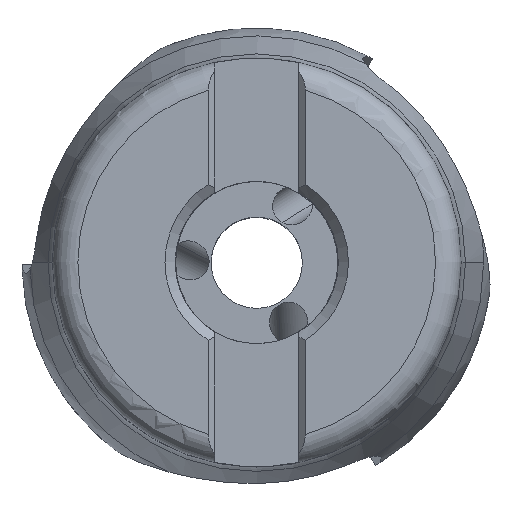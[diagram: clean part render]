
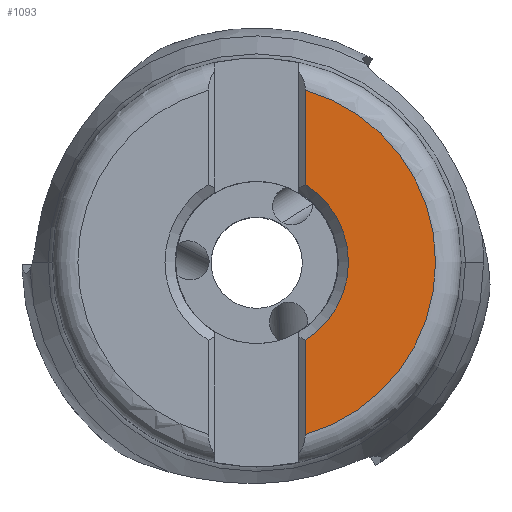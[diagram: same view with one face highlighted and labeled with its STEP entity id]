
A CAD part, top view. The second image highlights one B-rep face of the part: STEP entity #1093.
In plain terms, the highlighted planar face has unit normal (0, 0, 1).
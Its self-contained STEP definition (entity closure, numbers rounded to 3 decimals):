
#235=PLANE('',#6708);
#484=LINE('',#11873,#790);
#485=LINE('',#11935,#791);
#790=VECTOR('',#7945,1.);
#791=VECTOR('',#7960,1.);
#1093=ADVANCED_FACE('',(#1522),#235,.T.);
#1522=FACE_OUTER_BOUND('',#1831,.T.);
#1831=EDGE_LOOP('',(#3520,#3521,#3522,#3523,#3524,#3525));
#2138=CIRCLE('',#6651,14.);
#2139=CIRCLE('',#6652,14.);
#2143=CIRCLE('',#6658,7.185);
#2144=CIRCLE('',#6659,7.185);
#3520=ORIENTED_EDGE('',*,*,#5469,.F.);
#3521=ORIENTED_EDGE('',*,*,#5468,.F.);
#3522=ORIENTED_EDGE('',*,*,#5455,.T.);
#3523=ORIENTED_EDGE('',*,*,#5459,.F.);
#3524=ORIENTED_EDGE('',*,*,#5458,.F.);
#3525=ORIENTED_EDGE('',*,*,#5465,.T.);
#4640=VERTEX_POINT('',#11874);
#4641=VERTEX_POINT('',#11875);
#4642=VERTEX_POINT('',#11904);
#4643=VERTEX_POINT('',#11905);
#4648=VERTEX_POINT('',#11936);
#4650=VERTEX_POINT('',#11947);
#5455=EDGE_CURVE('',#4640,#4641,#484,.T.);
#5458=EDGE_CURVE('',#4642,#4643,#2138,.T.);
#5459=EDGE_CURVE('',#4643,#4641,#2139,.T.);
#5465=EDGE_CURVE('',#4642,#4648,#485,.T.);
#5468=EDGE_CURVE('',#4640,#4650,#2143,.T.);
#5469=EDGE_CURVE('',#4650,#4648,#2144,.T.);
#6651=AXIS2_PLACEMENT_3D('',#11903,#7948,#7949);
#6652=AXIS2_PLACEMENT_3D('',#11906,#7950,#7951);
#6658=AXIS2_PLACEMENT_3D('',#11946,#7964,#7965);
#6659=AXIS2_PLACEMENT_3D('',#11948,#7966,#7967);
#6708=AXIS2_PLACEMENT_3D('',#12132,#8084,#8085);
#7945=DIRECTION('',(0.,-1.,0.));
#7948=DIRECTION('',(0.,0.,-1.));
#7949=DIRECTION('',(0.271,0.962,0.));
#7950=DIRECTION('',(0.,0.,-1.));
#7951=DIRECTION('',(1.,-0.001,0.));
#7960=DIRECTION('',(0.,-1.,0.));
#7964=DIRECTION('',(0.,0.,1.));
#7965=DIRECTION('',(0.529,-0.849,0.));
#7966=DIRECTION('',(0.,0.,1.));
#7967=DIRECTION('',(1.,0.,0.));
#8084=DIRECTION('',(0.,0.,1.));
#8085=DIRECTION('',(1.,0.,0.));
#11873=CARTESIAN_POINT('',(3.8,-6.098,0.));
#11874=CARTESIAN_POINT('',(3.8,-6.098,0.));
#11875=CARTESIAN_POINT('',(3.8,-13.474,0.));
#11903=CARTESIAN_POINT('',(0.,0.,0.));
#11904=CARTESIAN_POINT('',(3.8,13.474,0.));
#11905=CARTESIAN_POINT('',(14.,-0.019,0.));
#11906=CARTESIAN_POINT('',(0.,0.,0.));
#11935=CARTESIAN_POINT('',(3.8,13.474,0.));
#11936=CARTESIAN_POINT('',(3.8,6.098,0.));
#11946=CARTESIAN_POINT('',(0.,0.,0.));
#11947=CARTESIAN_POINT('',(7.185,0.,0.));
#11948=CARTESIAN_POINT('',(0.,0.,0.));
#12132=CARTESIAN_POINT('',(8.9,0.,0.));
